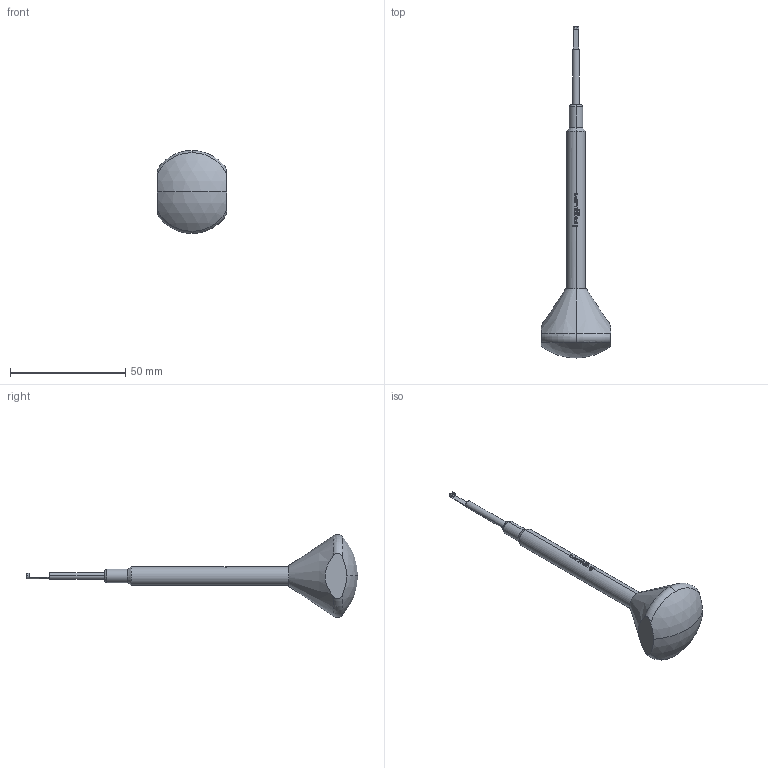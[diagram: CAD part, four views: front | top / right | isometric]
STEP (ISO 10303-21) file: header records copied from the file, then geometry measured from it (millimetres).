
FILE_DESCRIPTION (( 'STEP AP203' ), '1' );
FILE_NAME ('INGUN_SW-ZW-GKS-100.STEP', '2021-10-19T09:28:09', ( 'ochi' ), ( '' ), 'SwSTEP 2.0', 'SolidWorks 2018', '' );
FILE_SCHEMA (( 'CONFIG_CONTROL_DESIGN' ));
Length unit declared in the file: millimetre
Products named in the file (1): INGUN_SW-ZW-GKS-100
Bounding box: 30 x 144 x 36 mm (x, y, z)
Volume: 18854.3 mm3; surface area: 5345.7 mm2
Topology: 1 solids, 1 shells, 117 faces, 324 edges, 212 vertices
Faces by surface type: plane 50, cylinder 29, bspline 22, cone 11, torus 3, sphere 2
Entity records: 4253 total; most frequent: CARTESIAN_POINT 1320, ORIENTED_EDGE 648, DIRECTION 544, EDGE_CURVE 324, AXIS2_PLACEMENT_3D 218, VERTEX_POINT 212, CIRCLE 122, EDGE_LOOP 120
